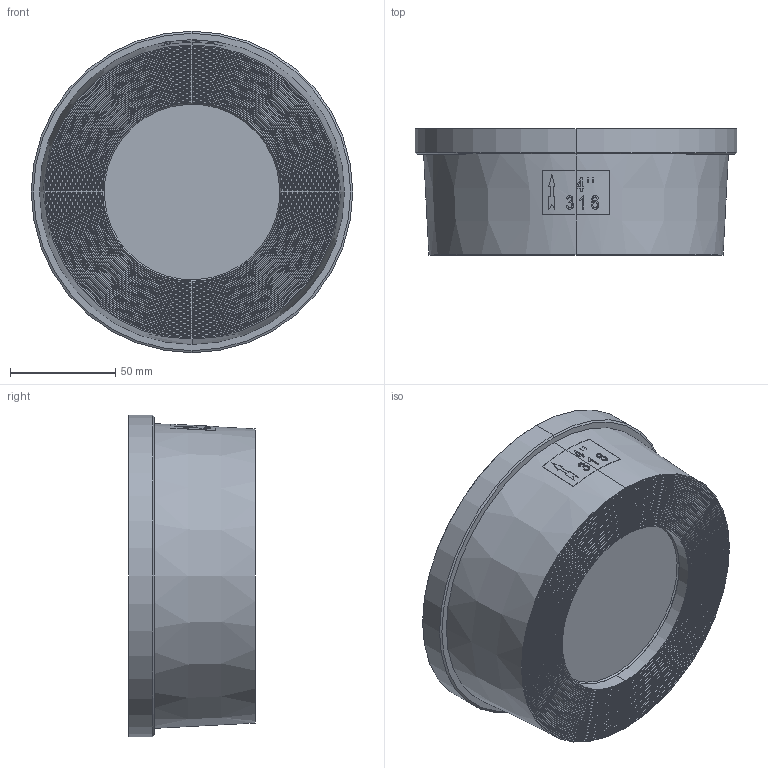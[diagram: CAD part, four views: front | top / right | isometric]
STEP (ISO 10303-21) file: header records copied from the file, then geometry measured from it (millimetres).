
FILE_DESCRIPTION (( 'STEP AP203' ), '1' );
FILE_NAME ('MV-53 DN100-000.STEP', '2021-10-14T07:37:29', ( '' ), ( '' ), 'SwSTEP 2.0', 'SolidWorks 2012', '' );
FILE_SCHEMA (( 'CONFIG_CONTROL_DESIGN' ));
Length unit declared in the file: millimetre
Products named in the file (5): DN100  SPRING; MV-53  DN100-000; DN100 SPRING COVER; DN100   DISC; DN100  BODY
Assembly tree (4 placements, depth 2):
  MV-53  DN100-000
    DN100   DISC
    DN100  BODY
    DN100  SPRING
    DN100 SPRING COVER
Bounding box: 153 x 60 x 153 mm (x, y, z)
Volume: 287013.3 mm3; surface area: 117854.3 mm2
Topology: 4 solids, 4 shells, 366 faces, 877 edges, 578 vertices
Faces by surface type: plane 147, torus 106, cylinder 55, bspline 39, cone 19
Entity records: 20423 total; most frequent: CARTESIAN_POINT 11373, DIRECTION 1861, ORIENTED_EDGE 1754, EDGE_CURVE 877, AXIS2_PLACEMENT_3D 821, VERTEX_POINT 578, CIRCLE 487, EDGE_LOOP 429
